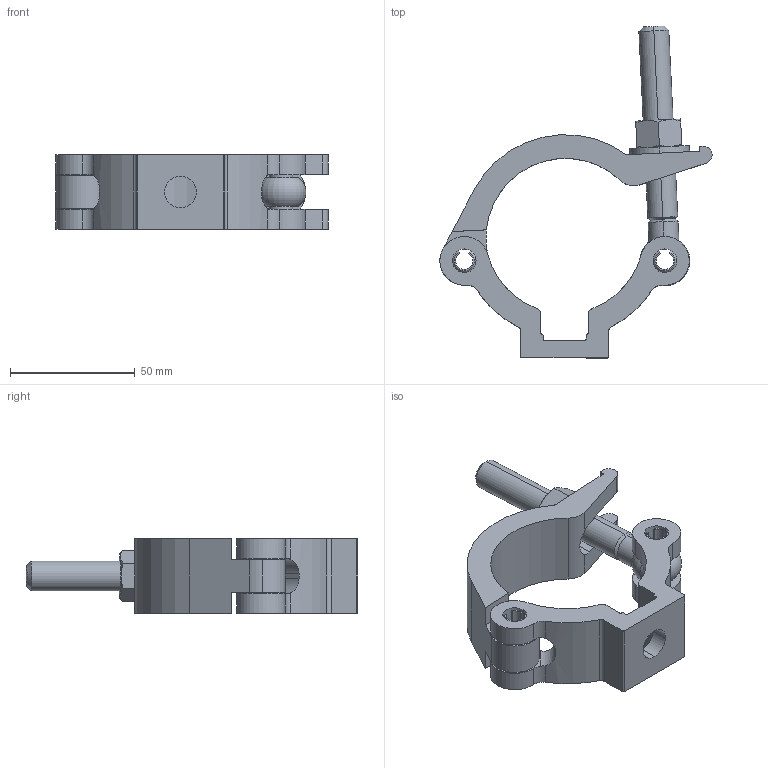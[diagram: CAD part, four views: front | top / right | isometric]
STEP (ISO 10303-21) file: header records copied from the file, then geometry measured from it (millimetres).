
FILE_DESCRIPTION (( 'STEP AP203' ), '1' );
FILE_NAME ('T57405 & T57406.STEP', '2018-08-07T15:45:33', ( '' ), ( '' ), 'SwSTEP 2.0', 'SolidWorks 2016', '' );
FILE_SCHEMA (( 'CONFIG_CONTROL_DESIGN' ));
Length unit declared in the file: millimetre
Products named in the file (10): A Washer_Bright washer BS 4320 - M12 (Form A); TH647_TH648; T57405 & T57406; TH460_TH649; F791; TH2018_TH2018 - 30MM WIDE; TH2017_TH2017 - 30MM WIDE; Hex Nut Style 1 GradeAB_Doughty Fastners_Hexagon Nut ISO - 4032 - M12 - D - S; T78055; TH733
Assembly tree (10 placements, depth 3):
  T57405 & T57406
    TH460_TH649
      TH2017_TH2017 - 30MM WIDE
    TH647_TH648
      TH2018_TH2018 - 30MM WIDE
    T78055
      TH733
      A Washer_Bright washer BS 4320 - M12 (Form A)
      Hex Nut Style 1 GradeAB_Doughty Fastners_Hexagon Nut ISO - 4032 - M12 - D - S
    F791  x2
Bounding box: 109.04 x 133 x 29.9 mm (x, y, z)
Volume: 80510.5 mm3; surface area: 33246.6 mm2
Topology: 7 solids, 7 shells, 217 faces, 528 edges, 326 vertices
Faces by surface type: cylinder 94, cone 66, plane 55, torus 2
Entity records: 7366 total; most frequent: CARTESIAN_POINT 1421, DIRECTION 1104, ORIENTED_EDGE 980, EDGE_CURVE 490, AXIS2_PLACEMENT_3D 441, VERTEX_POINT 302, CIRCLE 224, VECTOR 222
